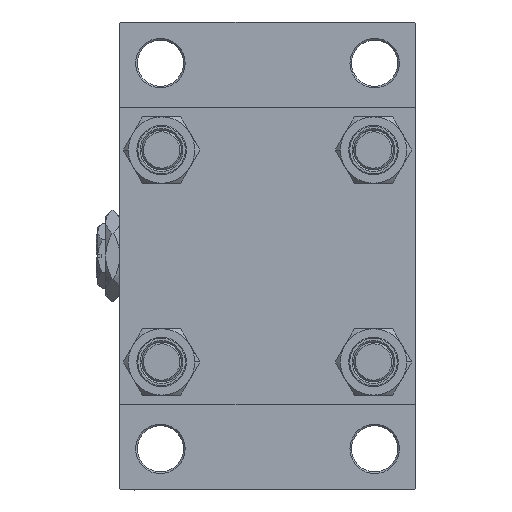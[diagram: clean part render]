
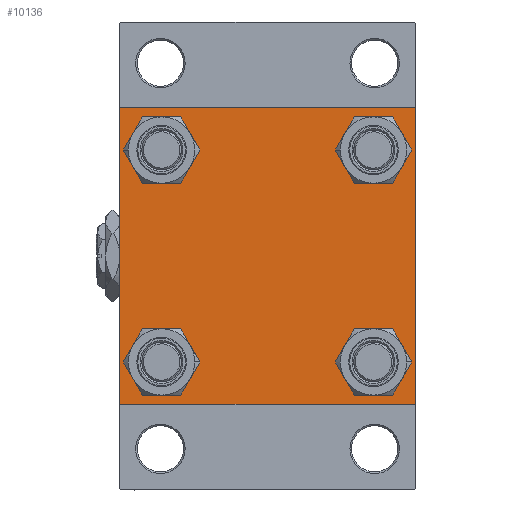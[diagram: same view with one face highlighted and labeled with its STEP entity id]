
A CAD part, left-side view. The second image highlights one B-rep face of the part: STEP entity #10136.
In plain terms, the highlighted planar face has unit normal (-1, 0, 0).
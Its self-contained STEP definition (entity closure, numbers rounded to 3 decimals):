
#129 = VERTEX_POINT ( 'NONE', #8822 ) ;
#397 = FACE_BOUND ( 'NONE', #44932, .T. ) ;
#564 = EDGE_CURVE ( 'NONE', #5833, #19180, #42078, .T. ) ;
#684 = CARTESIAN_POINT ( 'NONE',  ( 0., -44.75, -44.75 ) ) ;
#949 = ORIENTED_EDGE ( 'NONE', *, *, #38387, .T. ) ;
#1194 = DIRECTION ( 'NONE',  ( 0., 0., -1. ) ) ;
#1580 = VECTOR ( 'NONE', #1194, 1000. ) ;
#2356 = EDGE_CURVE ( 'NONE', #5846, #42249, #29988, .T. ) ;
#2734 = VECTOR ( 'NONE', #45318, 1000. ) ;
#2971 = EDGE_CURVE ( 'NONE', #18488, #40546, #39782, .T. ) ;
#3154 = LINE ( 'NONE', #14996, #11997 ) ;
#3231 = VECTOR ( 'NONE', #49324, 1000. ) ;
#3453 = DIRECTION ( 'NONE',  ( 0., 0., 1. ) ) ;
#3749 = DIRECTION ( 'NONE',  ( 0., 0.707, -0.707 ) ) ;
#3921 = FACE_BOUND ( 'NONE', #38432, .T. ) ;
#4742 = DIRECTION ( 'NONE',  ( 0., 0., 1. ) ) ;
#5049 = AXIS2_PLACEMENT_3D ( 'NONE', #44803, #29229, #5319 ) ;
#5319 = DIRECTION ( 'NONE',  ( 0., 0., 1. ) ) ;
#5782 = CARTESIAN_POINT ( 'NONE',  ( 0., -32.15, 38.65 ) ) ;
#5833 = VERTEX_POINT ( 'NONE', #42266 ) ;
#5846 = VERTEX_POINT ( 'NONE', #15592 ) ;
#6150 = CARTESIAN_POINT ( 'NONE',  ( 0., 44.5, -45. ) ) ;
#6404 = ORIENTED_EDGE ( 'NONE', *, *, #17429, .T. ) ;
#7136 = VERTEX_POINT ( 'NONE', #24094 ) ;
#7372 = CARTESIAN_POINT ( 'NONE',  ( 0., -44.5, 45. ) ) ;
#7574 = DIRECTION ( 'NONE',  ( 0., 0., -1. ) ) ;
#7690 = PLANE ( 'NONE',  #43209 ) ;
#7932 = DIRECTION ( 'NONE',  ( 0., 0., 1. ) ) ;
#7934 = CARTESIAN_POINT ( 'NONE',  ( 0., -32.15, 25.65 ) ) ;
#8175 = CARTESIAN_POINT ( 'NONE',  ( 0., -32.15, -32.15 ) ) ;
#8513 = CARTESIAN_POINT ( 'NONE',  ( 0., 32.15, -32.15 ) ) ;
#8758 = DIRECTION ( 'NONE',  ( 1., 0., 0. ) ) ;
#8822 = CARTESIAN_POINT ( 'NONE',  ( 0., 32.15, -25.65 ) ) ;
#9109 = AXIS2_PLACEMENT_3D ( 'NONE', #8175, #23295, #7932 ) ;
#9902 = DIRECTION ( 'NONE',  ( 0., -0.707, 0.707 ) ) ;
#10136 = ADVANCED_FACE ( 'NONE', ( #15255, #3921, #397, #11219, #22804 ), #7690, .T. ) ;
#11054 = CARTESIAN_POINT ( 'NONE',  ( 0., -32.15, -25.65 ) ) ;
#11130 = DIRECTION ( 'NONE',  ( 0., -1., 0. ) ) ;
#11219 = FACE_BOUND ( 'NONE', #29358, .T. ) ;
#11342 = CARTESIAN_POINT ( 'NONE',  ( 0., 45., 45. ) ) ;
#11715 = ORIENTED_EDGE ( 'NONE', *, *, #24870, .T. ) ;
#11997 = VECTOR ( 'NONE', #21809, 1000. ) ;
#12087 = CARTESIAN_POINT ( 'NONE',  ( 0., -32.15, -38.65 ) ) ;
#12098 = VERTEX_POINT ( 'NONE', #22772 ) ;
#12387 = AXIS2_PLACEMENT_3D ( 'NONE', #18966, #38116, #18229 ) ;
#13147 = CARTESIAN_POINT ( 'NONE',  ( 0., -32.15, 32.15 ) ) ;
#13182 = AXIS2_PLACEMENT_3D ( 'NONE', #22595, #33463, #3453 ) ;
#13528 = CARTESIAN_POINT ( 'NONE',  ( 0., 32.15, 32.15 ) ) ;
#13607 = ORIENTED_EDGE ( 'NONE', *, *, #32207, .T. ) ;
#13680 = VECTOR ( 'NONE', #3749, 1000. ) ;
#13884 = CIRCLE ( 'NONE', #5049, 6.5 ) ;
#14996 = CARTESIAN_POINT ( 'NONE',  ( 0., 44.75, -44.75 ) ) ;
#15255 = FACE_BOUND ( 'NONE', #35897, .T. ) ;
#15393 = CARTESIAN_POINT ( 'NONE',  ( 0., -45., -44.5 ) ) ;
#15592 = CARTESIAN_POINT ( 'NONE',  ( 0., 44.5, 45. ) ) ;
#16517 = ORIENTED_EDGE ( 'NONE', *, *, #2356, .F. ) ;
#17252 = CARTESIAN_POINT ( 'NONE',  ( 0., -44.5, -45. ) ) ;
#17429 = EDGE_CURVE ( 'NONE', #21270, #42249, #37560, .T. ) ;
#17962 = ORIENTED_EDGE ( 'NONE', *, *, #36856, .T. ) ;
#18056 = AXIS2_PLACEMENT_3D ( 'NONE', #23882, #8758, #24126 ) ;
#18229 = DIRECTION ( 'NONE',  ( 0., 0., 1. ) ) ;
#18488 = VERTEX_POINT ( 'NONE', #11054 ) ;
#18782 = CARTESIAN_POINT ( 'NONE',  ( 0., 0., 0. ) ) ;
#18814 = CIRCLE ( 'NONE', #22795, 6.5 ) ;
#18966 = CARTESIAN_POINT ( 'NONE',  ( 0., 32.15, 32.15 ) ) ;
#19180 = VERTEX_POINT ( 'NONE', #43160 ) ;
#19447 = CARTESIAN_POINT ( 'NONE',  ( 0., 45., -45. ) ) ;
#20374 = CIRCLE ( 'NONE', #9109, 6.5 ) ;
#20468 = DIRECTION ( 'NONE',  ( 0., 0., 1. ) ) ;
#21270 = VERTEX_POINT ( 'NONE', #46178 ) ;
#21809 = DIRECTION ( 'NONE',  ( 0., -0.707, -0.707 ) ) ;
#21936 = CARTESIAN_POINT ( 'NONE',  ( 0., -44.75, 44.75 ) ) ;
#22595 = CARTESIAN_POINT ( 'NONE',  ( 0., -32.15, 32.15 ) ) ;
#22680 = LINE ( 'NONE', #42067, #45100 ) ;
#22772 = CARTESIAN_POINT ( 'NONE',  ( 0., 45., -44.5 ) ) ;
#22795 = AXIS2_PLACEMENT_3D ( 'NONE', #13147, #28770, #20468 ) ;
#22804 = FACE_OUTER_BOUND ( 'NONE', #39119, .T. ) ;
#22882 = LINE ( 'NONE', #33986, #13680 ) ;
#23060 = DIRECTION ( 'NONE',  ( 0., 0., 1. ) ) ;
#23295 = DIRECTION ( 'NONE',  ( 1., 0., 0. ) ) ;
#23556 = DIRECTION ( 'NONE',  ( -1., 0., 0. ) ) ;
#23882 = CARTESIAN_POINT ( 'NONE',  ( 0., -32.15, -32.15 ) ) ;
#24094 = CARTESIAN_POINT ( 'NONE',  ( 0., 32.15, -38.65 ) ) ;
#24126 = DIRECTION ( 'NONE',  ( 0., 0., 1. ) ) ;
#24429 = EDGE_CURVE ( 'NONE', #25353, #44570, #36860, .T. ) ;
#24870 = EDGE_CURVE ( 'NONE', #129, #7136, #25688, .T. ) ;
#25353 = VERTEX_POINT ( 'NONE', #17252 ) ;
#25419 = VECTOR ( 'NONE', #11130, 1000. ) ;
#25688 = CIRCLE ( 'NONE', #48973, 6.5 ) ;
#25763 = ORIENTED_EDGE ( 'NONE', *, *, #2971, .T. ) ;
#25826 = EDGE_CURVE ( 'NONE', #5846, #34852, #22882, .T. ) ;
#26322 = ORIENTED_EDGE ( 'NONE', *, *, #41172, .T. ) ;
#27872 = EDGE_CURVE ( 'NONE', #21270, #44570, #31941, .T. ) ;
#28154 = EDGE_CURVE ( 'NONE', #12098, #30933, #3154, .T. ) ;
#28220 = VERTEX_POINT ( 'NONE', #7934 ) ;
#28770 = DIRECTION ( 'NONE',  ( 1., 0., 0. ) ) ;
#29229 = DIRECTION ( 'NONE',  ( 1., 0., 0. ) ) ;
#29358 = EDGE_LOOP ( 'NONE', ( #46300, #31866 ) ) ;
#29802 = VERTEX_POINT ( 'NONE', #5782 ) ;
#29926 = ORIENTED_EDGE ( 'NONE', *, *, #28154, .T. ) ;
#29988 = LINE ( 'NONE', #11342, #2734 ) ;
#30933 = VERTEX_POINT ( 'NONE', #6150 ) ;
#31866 = ORIENTED_EDGE ( 'NONE', *, *, #564, .T. ) ;
#31941 = LINE ( 'NONE', #43241, #1580 ) ;
#32148 = CARTESIAN_POINT ( 'NONE',  ( 0., 45., 44.5 ) ) ;
#32207 = EDGE_CURVE ( 'NONE', #34852, #12098, #22680, .T. ) ;
#33463 = DIRECTION ( 'NONE',  ( 1., 0., 0. ) ) ;
#33762 = ORIENTED_EDGE ( 'NONE', *, *, #25826, .T. ) ;
#33986 = CARTESIAN_POINT ( 'NONE',  ( 0., 44.75, 44.75 ) ) ;
#34852 = VERTEX_POINT ( 'NONE', #32148 ) ;
#35692 = AXIS2_PLACEMENT_3D ( 'NONE', #13528, #37197, #41206 ) ;
#35897 = EDGE_LOOP ( 'NONE', ( #949, #26322 ) ) ;
#36856 = EDGE_CURVE ( 'NONE', #7136, #129, #13884, .T. ) ;
#36860 = LINE ( 'NONE', #684, #40489 ) ;
#37197 = DIRECTION ( 'NONE',  ( 1., 0., 0. ) ) ;
#37560 = LINE ( 'NONE', #21936, #3231 ) ;
#38116 = DIRECTION ( 'NONE',  ( 1., 0., 0. ) ) ;
#38387 = EDGE_CURVE ( 'NONE', #29802, #28220, #49311, .T. ) ;
#38432 = EDGE_LOOP ( 'NONE', ( #25763, #45509 ) ) ;
#39111 = ORIENTED_EDGE ( 'NONE', *, *, #24429, .T. ) ;
#39119 = EDGE_LOOP ( 'NONE', ( #13607, #29926, #46866, #39111, #42956, #6404, #16517, #33762 ) ) ;
#39782 = CIRCLE ( 'NONE', #18056, 6.5 ) ;
#39991 = EDGE_CURVE ( 'NONE', #40546, #18488, #20374, .T. ) ;
#40489 = VECTOR ( 'NONE', #9902, 1000. ) ;
#40546 = VERTEX_POINT ( 'NONE', #12087 ) ;
#41054 = EDGE_CURVE ( 'NONE', #19180, #5833, #45305, .T. ) ;
#41172 = EDGE_CURVE ( 'NONE', #28220, #29802, #18814, .T. ) ;
#41206 = DIRECTION ( 'NONE',  ( 0., 0., 1. ) ) ;
#42067 = CARTESIAN_POINT ( 'NONE',  ( 0., 45., 45. ) ) ;
#42078 = CIRCLE ( 'NONE', #35692, 6.5 ) ;
#42249 = VERTEX_POINT ( 'NONE', #7372 ) ;
#42266 = CARTESIAN_POINT ( 'NONE',  ( 0., 32.15, 25.65 ) ) ;
#42346 = LINE ( 'NONE', #19447, #25419 ) ;
#42956 = ORIENTED_EDGE ( 'NONE', *, *, #27872, .F. ) ;
#43160 = CARTESIAN_POINT ( 'NONE',  ( 0., 32.15, 38.65 ) ) ;
#43209 = AXIS2_PLACEMENT_3D ( 'NONE', #18782, #23556, #23060 ) ;
#43241 = CARTESIAN_POINT ( 'NONE',  ( 0., -45., 45. ) ) ;
#43992 = DIRECTION ( 'NONE',  ( 1., 0., 0. ) ) ;
#44570 = VERTEX_POINT ( 'NONE', #15393 ) ;
#44803 = CARTESIAN_POINT ( 'NONE',  ( 0., 32.15, -32.15 ) ) ;
#44932 = EDGE_LOOP ( 'NONE', ( #11715, #17962 ) ) ;
#45100 = VECTOR ( 'NONE', #7574, 1000. ) ;
#45305 = CIRCLE ( 'NONE', #12387, 6.5 ) ;
#45318 = DIRECTION ( 'NONE',  ( 0., -1., 0. ) ) ;
#45509 = ORIENTED_EDGE ( 'NONE', *, *, #39991, .T. ) ;
#46178 = CARTESIAN_POINT ( 'NONE',  ( 0., -45., 44.5 ) ) ;
#46300 = ORIENTED_EDGE ( 'NONE', *, *, #41054, .T. ) ;
#46624 = EDGE_CURVE ( 'NONE', #30933, #25353, #42346, .T. ) ;
#46866 = ORIENTED_EDGE ( 'NONE', *, *, #46624, .T. ) ;
#48973 = AXIS2_PLACEMENT_3D ( 'NONE', #8513, #43992, #4742 ) ;
#49311 = CIRCLE ( 'NONE', #13182, 6.5 ) ;
#49324 = DIRECTION ( 'NONE',  ( 0., 0.707, 0.707 ) ) ;
